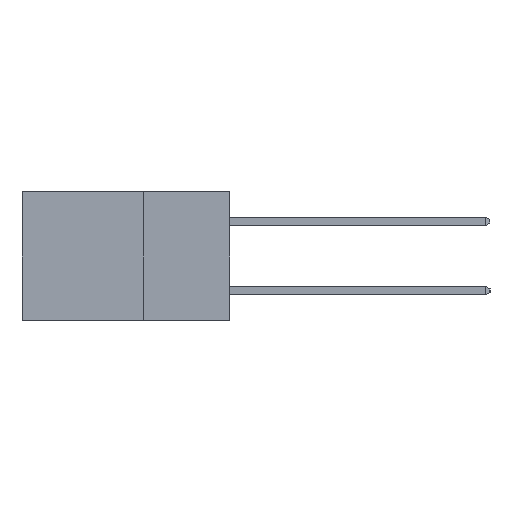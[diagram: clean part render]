
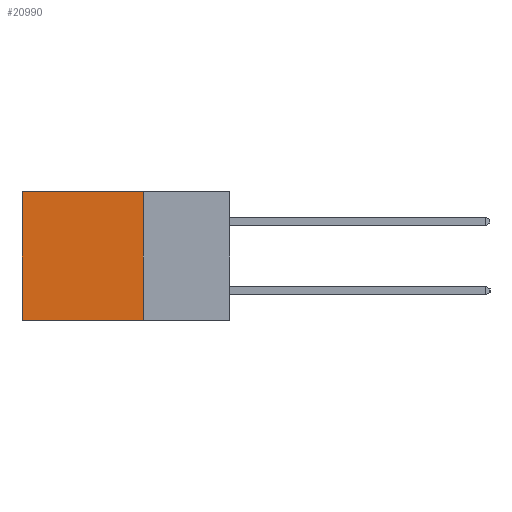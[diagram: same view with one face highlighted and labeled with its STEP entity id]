
A CAD part, left-side view. The second image highlights one B-rep face of the part: STEP entity #20990.
In plain terms, the highlighted planar face has unit normal (-1, 0, 0).
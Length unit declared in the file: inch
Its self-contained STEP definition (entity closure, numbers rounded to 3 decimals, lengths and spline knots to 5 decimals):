
#476 = FACE_OUTER_BOUND ( 'NONE', #3864, .T. ) ;
#514 = EDGE_CURVE ( 'NONE', #13014, #9223, #11575, .T. ) ;
#725 = VECTOR ( 'NONE', #15858, 39.37008 ) ;
#1036 = DIRECTION ( 'NONE',  ( 0., 1., 0. ) ) ;
#1732 = AXIS2_PLACEMENT_3D ( 'NONE', #20356, #9329, #22154 ) ;
#1739 = ORIENTED_EDGE ( 'NONE', *, *, #3792, .F. ) ;
#3792 = EDGE_CURVE ( 'NONE', #20634, #18023, #10759, .T. ) ;
#3861 = LINE ( 'NONE', #14873, #8260 ) ;
#3864 = EDGE_LOOP ( 'NONE', ( #22873, #10464, #1739, #8570 ) ) ;
#5505 = DIRECTION ( 'NONE',  ( 0., 1., 0. ) ) ;
#5981 = VECTOR ( 'NONE', #6871, 39.37008 ) ;
#6871 = DIRECTION ( 'NONE',  ( 0., 0., -1. ) ) ;
#8260 = VECTOR ( 'NONE', #5505, 39.37008 ) ;
#8570 = ORIENTED_EDGE ( 'NONE', *, *, #20177, .T. ) ;
#9223 = VERTEX_POINT ( 'NONE', #12663 ) ;
#9329 = DIRECTION ( 'NONE',  ( 1., 0., 0. ) ) ;
#9387 = EDGE_CURVE ( 'NONE', #18023, #9223, #3861, .T. ) ;
#9946 = LINE ( 'NONE', #19680, #19177 ) ;
#10464 = ORIENTED_EDGE ( 'NONE', *, *, #9387, .F. ) ;
#10759 = LINE ( 'NONE', #15400, #725 ) ;
#11575 = LINE ( 'NONE', #15142, #5981 ) ;
#12663 = CARTESIAN_POINT ( 'NONE',  ( 0.2615, 0.6, -0.37 ) ) ;
#13014 = VERTEX_POINT ( 'NONE', #15816 ) ;
#14873 = CARTESIAN_POINT ( 'NONE',  ( 0.2615, 0.25, -0.37 ) ) ;
#15142 = CARTESIAN_POINT ( 'NONE',  ( 0.2615, 0.6, -0.37 ) ) ;
#15400 = CARTESIAN_POINT ( 'NONE',  ( 0.2615, 0.25, -0.37 ) ) ;
#15816 = CARTESIAN_POINT ( 'NONE',  ( 0.2615, 0.6, 0. ) ) ;
#15858 = DIRECTION ( 'NONE',  ( 0., 0., -1. ) ) ;
#16664 = PLANE ( 'NONE',  #1732 ) ;
#17473 = CARTESIAN_POINT ( 'NONE',  ( 0.2615, 0.25, 0. ) ) ;
#18023 = VERTEX_POINT ( 'NONE', #19614 ) ;
#19177 = VECTOR ( 'NONE', #1036, 39.37008 ) ;
#19614 = CARTESIAN_POINT ( 'NONE',  ( 0.2615, 0.25, -0.37 ) ) ;
#19680 = CARTESIAN_POINT ( 'NONE',  ( 0.2615, 0.25, 0. ) ) ;
#20177 = EDGE_CURVE ( 'NONE', #20634, #13014, #9946, .T. ) ;
#20356 = CARTESIAN_POINT ( 'NONE',  ( 0.2615, 0.25, -0.37 ) ) ;
#20634 = VERTEX_POINT ( 'NONE', #17473 ) ;
#20990 = ADVANCED_FACE ( 'NONE', ( #476 ), #16664, .F. ) ;
#22154 = DIRECTION ( 'NONE',  ( 0., 0., -1. ) ) ;
#22873 = ORIENTED_EDGE ( 'NONE', *, *, #514, .T. ) ;
